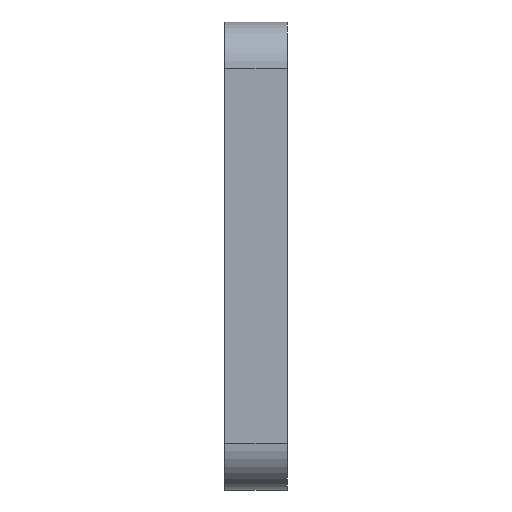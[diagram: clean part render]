
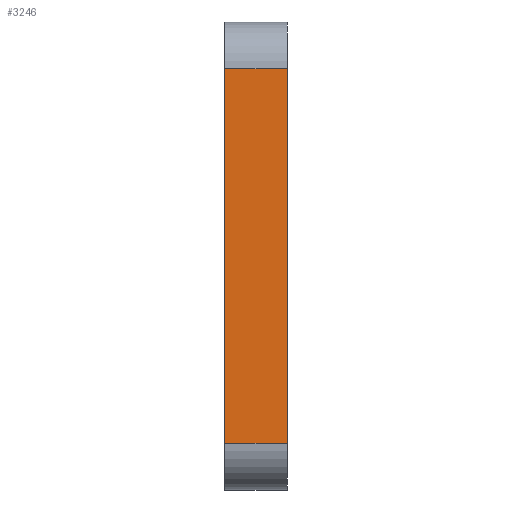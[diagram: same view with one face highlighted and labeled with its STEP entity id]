
A CAD part, left-side view. The second image highlights one B-rep face of the part: STEP entity #3246.
In plain terms, the highlighted planar face has unit normal (-1, 0, 0).
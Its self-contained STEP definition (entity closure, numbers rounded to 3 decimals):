
#146 = AXIS2_PLACEMENT_3D ( 'NONE', #565, #1889, #1092 ) ;
#181 = VERTEX_POINT ( 'NONE', #3901 ) ;
#182 = ORIENTED_EDGE ( 'NONE', *, *, #4165, .T. ) ;
#257 = CARTESIAN_POINT ( 'NONE',  ( -8.5, 0., 12. ) ) ;
#565 = CARTESIAN_POINT ( 'NONE',  ( -8.5, -4., 15. ) ) ;
#571 = DIRECTION ( 'NONE',  ( 0., -1., 0. ) ) ;
#704 = VECTOR ( 'NONE', #571, 1000. ) ;
#755 = ORIENTED_EDGE ( 'NONE', *, *, #2341, .T. ) ;
#865 = CARTESIAN_POINT ( 'NONE',  ( -8.5, -4., 12. ) ) ;
#888 = VECTOR ( 'NONE', #3556, 1000. ) ;
#1092 = DIRECTION ( 'NONE',  ( 0., -1., 0. ) ) ;
#1111 = ORIENTED_EDGE ( 'NONE', *, *, #1483, .F. ) ;
#1253 = CARTESIAN_POINT ( 'NONE',  ( -8.5, 0., 15. ) ) ;
#1315 = VERTEX_POINT ( 'NONE', #257 ) ;
#1483 = EDGE_CURVE ( 'Defeature ausgef�hrt3_0+Defeature ausgef�hrt3_5+Defeature ausgef�hrt3_9+Defeature ausgef�hrt3_8', #1817, #181, #1688, .T. ) ;
#1688 = LINE ( 'NONE', #3670, #3191 ) ;
#1810 = VECTOR ( 'NONE', #2774, 1000. ) ;
#1817 = VERTEX_POINT ( 'NONE', #865 ) ;
#1889 = DIRECTION ( 'NONE',  ( 1., 0., 0. ) ) ;
#2205 = FACE_OUTER_BOUND ( 'NONE', #4022, .T. ) ;
#2261 = CARTESIAN_POINT ( 'NONE',  ( -8.5, 0., -12. ) ) ;
#2341 = EDGE_CURVE ( 'Defeature ausgef�hrt3_5+Defeature ausgef�hrt3_9+Defeature ausgef�hrt3_0+Defeature ausgef�hrt3_1', #1817, #1315, #3848, .T. ) ;
#2513 = LINE ( 'NONE', #3846, #704 ) ;
#2687 = EDGE_CURVE ( 'Defeature ausgef�hrt3_5+Defeature ausgef�hrt3_1+Defeature ausgef�hrt3_9+Defeature ausgef�hrt3_8', #1315, #3184, #2921, .T. ) ;
#2774 = DIRECTION ( 'NONE',  ( 0., 1., 0. ) ) ;
#2921 = LINE ( 'NONE', #1253, #888 ) ;
#3113 = ORIENTED_EDGE ( 'NONE', *, *, #2687, .T. ) ;
#3144 = CARTESIAN_POINT ( 'NONE',  ( -8.5, -4., 12. ) ) ;
#3184 = VERTEX_POINT ( 'NONE', #2261 ) ;
#3191 = VECTOR ( 'NONE', #3728, 1000. ) ;
#3246 = ADVANCED_FACE ( 'Defeature ausgef�hrt3_5', ( #2205 ), #3539, .F. ) ;
#3539 = PLANE ( 'NONE',  #146 ) ;
#3556 = DIRECTION ( 'NONE',  ( 0., 0., -1. ) ) ;
#3670 = CARTESIAN_POINT ( 'NONE',  ( -8.5, -4., 15. ) ) ;
#3728 = DIRECTION ( 'NONE',  ( 0., 0., -1. ) ) ;
#3846 = CARTESIAN_POINT ( 'NONE',  ( -8.5, -4., -12. ) ) ;
#3848 = LINE ( 'NONE', #3144, #1810 ) ;
#3901 = CARTESIAN_POINT ( 'NONE',  ( -8.5, -4., -12. ) ) ;
#4022 = EDGE_LOOP ( 'NONE', ( #3113, #182, #1111, #755 ) ) ;
#4165 = EDGE_CURVE ( 'Defeature ausgef�hrt3_5+Defeature ausgef�hrt3_8+Defeature ausgef�hrt3_1+Defeature ausgef�hrt3_0', #3184, #181, #2513, .T. ) ;
